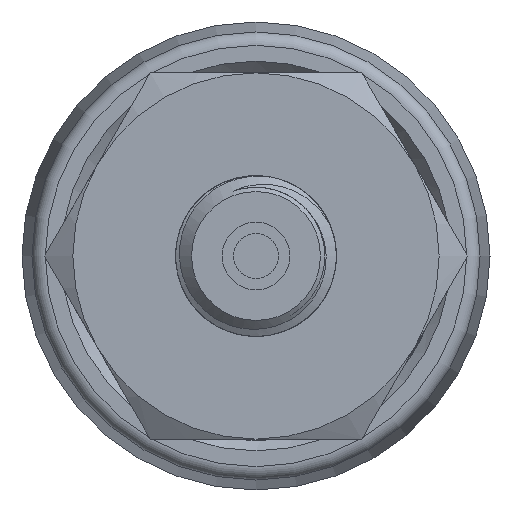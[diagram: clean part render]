
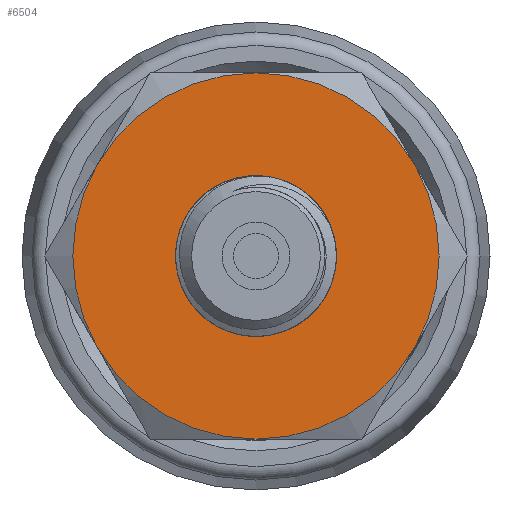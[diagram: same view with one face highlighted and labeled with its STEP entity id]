
A CAD part, left-side view. The second image highlights one B-rep face of the part: STEP entity #6504.
In plain terms, the highlighted planar face has unit normal (-1, 0, 0).
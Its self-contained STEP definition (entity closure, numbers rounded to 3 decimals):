
#348=PLANE('',#6748);
#381=FACE_BOUND('',#1135,.T.);
#740=FACE_OUTER_BOUND('',#1134,.T.);
#1134=EDGE_LOOP('',(#5908));
#1135=EDGE_LOOP('',(#5909));
#1239=CIRCLE('',#6729,5.9);
#1246=CIRCLE('',#6746,13.5);
#3066=VERTEX_POINT('',#17285);
#3071=VERTEX_POINT('',#18009);
#4015=EDGE_CURVE('',#3066,#3066,#1239,.T.);
#4028=EDGE_CURVE('',#3071,#3071,#1246,.T.);
#5908=ORIENTED_EDGE('',*,*,#4028,.F.);
#5909=ORIENTED_EDGE('',*,*,#4015,.T.);
#6504=ADVANCED_FACE('',(#740,#381),#348,.T.);
#6729=AXIS2_PLACEMENT_3D('',#17286,#7400,#7401);
#6746=AXIS2_PLACEMENT_3D('',#18011,#7438,#7439);
#6748=AXIS2_PLACEMENT_3D('',#18013,#7442,#7443);
#7400=DIRECTION('center_axis',(1.,0.,0.));
#7401=DIRECTION('ref_axis',(0.,0.,-1.));
#7438=DIRECTION('center_axis',(1.,0.,0.));
#7439=DIRECTION('ref_axis',(0.,0.,-1.));
#7442=DIRECTION('center_axis',(-1.,0.,0.));
#7443=DIRECTION('ref_axis',(0.,0.,1.));
#17285=CARTESIAN_POINT('',(-47.,0.,5.9));
#17286=CARTESIAN_POINT('Origin',(-47.,0.,0.));
#18009=CARTESIAN_POINT('',(-47.,-13.5,0.));
#18011=CARTESIAN_POINT('Origin',(-47.,0.,0.));
#18013=CARTESIAN_POINT('Origin',(-47.,13.5,0.));
